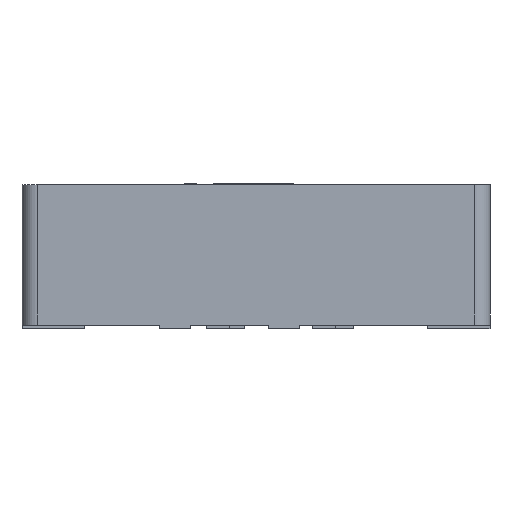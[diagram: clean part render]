
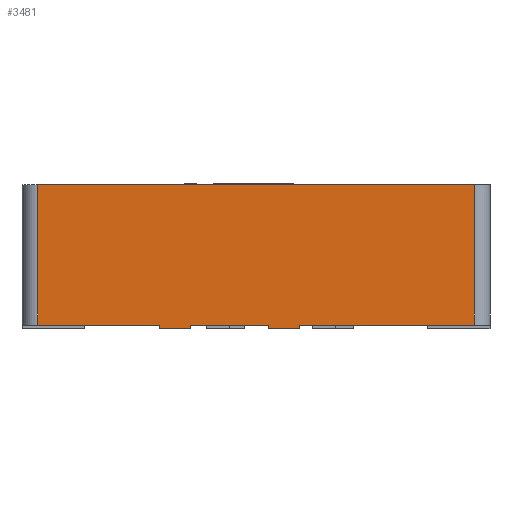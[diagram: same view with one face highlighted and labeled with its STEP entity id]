
A CAD part, left-side view. The second image highlights one B-rep face of the part: STEP entity #3481.
In plain terms, the highlighted planar face has unit normal (-1, 0, 0).
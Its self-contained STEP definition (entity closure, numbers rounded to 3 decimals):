
#7 = VECTOR ( 'NONE', #1526, 1000. ) ;
#54 = CARTESIAN_POINT ( 'NONE',  ( 0., 0.1, 0. ) ) ;
#82 = VERTEX_POINT ( 'NONE', #5348 ) ;
#102 = ORIENTED_EDGE ( 'NONE', *, *, #5441, .T. ) ;
#135 = EDGE_CURVE ( 'NONE', #6685, #82, #4415, .T. ) ;
#259 = CARTESIAN_POINT ( 'NONE',  ( 0., 1.22, 0. ) ) ;
#301 = CARTESIAN_POINT ( 'NONE',  ( 0., 2.9, 0. ) ) ;
#806 = DIRECTION ( 'NONE',  ( 0., 0., 1. ) ) ;
#989 = VECTOR ( 'NONE', #3639, 1000. ) ;
#990 = EDGE_CURVE ( 'NONE', #82, #7011, #2926, .T. ) ;
#1058 = ORIENTED_EDGE ( 'NONE', *, *, #3944, .T. ) ;
#1101 = DIRECTION ( 'NONE',  ( 1., 0., 0. ) ) ;
#1231 = VERTEX_POINT ( 'NONE', #259 ) ;
#1320 = VECTOR ( 'NONE', #806, 1000. ) ;
#1323 = ORIENTED_EDGE ( 'NONE', *, *, #3438, .T. ) ;
#1345 = ORIENTED_EDGE ( 'NONE', *, *, #3854, .F. ) ;
#1437 = EDGE_CURVE ( 'NONE', #6685, #2103, #5831, .T. ) ;
#1448 = EDGE_CURVE ( 'NONE', #5353, #7011, #2920, .T. ) ;
#1477 = VECTOR ( 'NONE', #4321, 1000. ) ;
#1525 = DIRECTION ( 'NONE',  ( 0., -1., 0. ) ) ;
#1526 = DIRECTION ( 'NONE',  ( 0., -1., 0. ) ) ;
#1531 = VERTEX_POINT ( 'NONE', #3434 ) ;
#1602 = LINE ( 'NONE', #5347, #2862 ) ;
#1676 = VECTOR ( 'NONE', #5822, 1000. ) ;
#1748 = EDGE_LOOP ( 'NONE', ( #4953, #4842, #4881, #6899, #3886, #2249, #6132, #1345, #5016, #1058, #102, #1323 ) ) ;
#1900 = CARTESIAN_POINT ( 'NONE',  ( 0., 1.42, -0.025 ) ) ;
#1926 = VERTEX_POINT ( 'NONE', #2198 ) ;
#2000 = VECTOR ( 'NONE', #3243, 1000. ) ;
#2080 = CARTESIAN_POINT ( 'NONE',  ( 0., 1.92, -0.025 ) ) ;
#2103 = VERTEX_POINT ( 'NONE', #2215 ) ;
#2163 = CARTESIAN_POINT ( 'NONE',  ( 0., 0., 0. ) ) ;
#2198 = CARTESIAN_POINT ( 'NONE',  ( 0., 1.42, -0.025 ) ) ;
#2205 = EDGE_CURVE ( 'NONE', #1531, #5353, #1602, .T. ) ;
#2215 = CARTESIAN_POINT ( 'NONE',  ( 0., 1.92, 0. ) ) ;
#2216 = EDGE_CURVE ( 'NONE', #1531, #3048, #5771, .T. ) ;
#2249 = ORIENTED_EDGE ( 'NONE', *, *, #1437, .T. ) ;
#2464 = LINE ( 'NONE', #3734, #5205 ) ;
#2847 = CARTESIAN_POINT ( 'NONE',  ( 0., 0., 0. ) ) ;
#2862 = VECTOR ( 'NONE', #4799, 1000. ) ;
#2906 = VECTOR ( 'NONE', #1525, 1000. ) ;
#2920 = LINE ( 'NONE', #2847, #5658 ) ;
#2926 = LINE ( 'NONE', #3128, #2000 ) ;
#3048 = VERTEX_POINT ( 'NONE', #5798 ) ;
#3077 = LINE ( 'NONE', #5861, #2906 ) ;
#3128 = CARTESIAN_POINT ( 'NONE',  ( 0., 2.12, -0.025 ) ) ;
#3221 = VERTEX_POINT ( 'NONE', #3513 ) ;
#3243 = DIRECTION ( 'NONE',  ( 0., 0., 1. ) ) ;
#3322 = LINE ( 'NONE', #2163, #4624 ) ;
#3341 = DIRECTION ( 'NONE',  ( 0., 1., 0. ) ) ;
#3385 = DIRECTION ( 'NONE',  ( 0., -1., 0. ) ) ;
#3434 = CARTESIAN_POINT ( 'NONE',  ( 0., 2.9, 0.9 ) ) ;
#3438 = EDGE_CURVE ( 'NONE', #4851, #3048, #2464, .T. ) ;
#3480 = VECTOR ( 'NONE', #3341, 1000. ) ;
#3481 = ADVANCED_FACE ( 'NONE', ( #5970 ), #4898, .F. ) ;
#3513 = CARTESIAN_POINT ( 'NONE',  ( 0., 1.22, -0.025 ) ) ;
#3614 = EDGE_CURVE ( 'NONE', #3221, #1926, #3652, .T. ) ;
#3639 = DIRECTION ( 'NONE',  ( 0., 0., 1. ) ) ;
#3652 = LINE ( 'NONE', #6062, #3480 ) ;
#3706 = AXIS2_PLACEMENT_3D ( 'NONE', #4376, #1101, #4917 ) ;
#3734 = CARTESIAN_POINT ( 'NONE',  ( 0., 0.1, 0.9 ) ) ;
#3854 = EDGE_CURVE ( 'NONE', #1926, #5408, #5676, .T. ) ;
#3886 = ORIENTED_EDGE ( 'NONE', *, *, #135, .F. ) ;
#3944 = EDGE_CURVE ( 'NONE', #3221, #1231, #5343, .T. ) ;
#4313 = DIRECTION ( 'NONE',  ( 0., 0., 1. ) ) ;
#4321 = DIRECTION ( 'NONE',  ( 0., 0., 1. ) ) ;
#4376 = CARTESIAN_POINT ( 'NONE',  ( 0., 0., 0.9 ) ) ;
#4415 = LINE ( 'NONE', #4879, #1676 ) ;
#4624 = VECTOR ( 'NONE', #4895, 1000. ) ;
#4799 = DIRECTION ( 'NONE',  ( 0., 0., -1. ) ) ;
#4842 = ORIENTED_EDGE ( 'NONE', *, *, #2205, .T. ) ;
#4851 = VERTEX_POINT ( 'NONE', #54 ) ;
#4879 = CARTESIAN_POINT ( 'NONE',  ( 0., 2.12, -0.025 ) ) ;
#4881 = ORIENTED_EDGE ( 'NONE', *, *, #1448, .T. ) ;
#4895 = DIRECTION ( 'NONE',  ( 0., -1., 0. ) ) ;
#4898 = PLANE ( 'NONE',  #3706 ) ;
#4917 = DIRECTION ( 'NONE',  ( 0., 0., -1. ) ) ;
#4953 = ORIENTED_EDGE ( 'NONE', *, *, #2216, .F. ) ;
#5016 = ORIENTED_EDGE ( 'NONE', *, *, #3614, .F. ) ;
#5205 = VECTOR ( 'NONE', #4313, 1000. ) ;
#5243 = CARTESIAN_POINT ( 'NONE',  ( 0., 1.42, 0. ) ) ;
#5343 = LINE ( 'NONE', #6354, #989 ) ;
#5347 = CARTESIAN_POINT ( 'NONE',  ( 0., 2.9, 0.9 ) ) ;
#5348 = CARTESIAN_POINT ( 'NONE',  ( 0., 2.12, -0.025 ) ) ;
#5353 = VERTEX_POINT ( 'NONE', #301 ) ;
#5408 = VERTEX_POINT ( 'NONE', #5243 ) ;
#5441 = EDGE_CURVE ( 'NONE', #1231, #4851, #3077, .T. ) ;
#5525 = CARTESIAN_POINT ( 'NONE',  ( 0., 1.92, -0.025 ) ) ;
#5658 = VECTOR ( 'NONE', #3385, 1000. ) ;
#5676 = LINE ( 'NONE', #1900, #1320 ) ;
#5771 = LINE ( 'NONE', #6419, #7 ) ;
#5798 = CARTESIAN_POINT ( 'NONE',  ( 0., 0.1, 0.9 ) ) ;
#5822 = DIRECTION ( 'NONE',  ( 0., 1., 0. ) ) ;
#5831 = LINE ( 'NONE', #2080, #1477 ) ;
#5861 = CARTESIAN_POINT ( 'NONE',  ( 0., 0., 0. ) ) ;
#5970 = FACE_OUTER_BOUND ( 'NONE', #1748, .T. ) ;
#6062 = CARTESIAN_POINT ( 'NONE',  ( 0., 1.22, -0.025 ) ) ;
#6132 = ORIENTED_EDGE ( 'NONE', *, *, #6187, .T. ) ;
#6187 = EDGE_CURVE ( 'NONE', #2103, #5408, #3322, .T. ) ;
#6354 = CARTESIAN_POINT ( 'NONE',  ( 0., 1.22, -0.025 ) ) ;
#6419 = CARTESIAN_POINT ( 'NONE',  ( 0., 0., 0.9 ) ) ;
#6685 = VERTEX_POINT ( 'NONE', #5525 ) ;
#6899 = ORIENTED_EDGE ( 'NONE', *, *, #990, .F. ) ;
#6913 = CARTESIAN_POINT ( 'NONE',  ( 0., 2.12, 0. ) ) ;
#7011 = VERTEX_POINT ( 'NONE', #6913 ) ;
